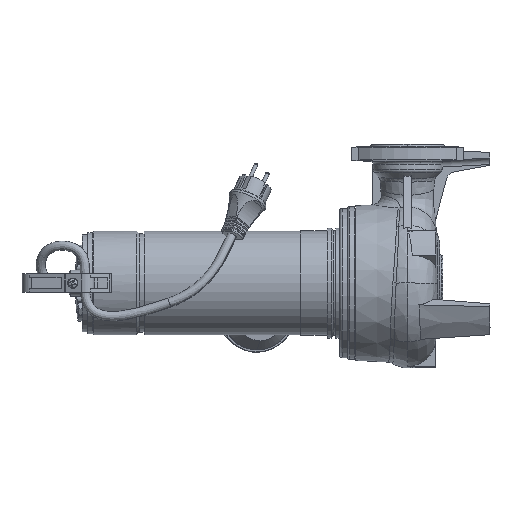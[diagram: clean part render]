
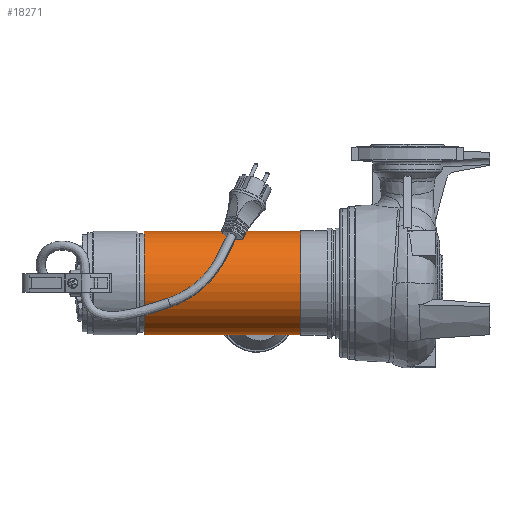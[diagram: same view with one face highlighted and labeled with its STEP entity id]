
A CAD part, left-side view. The second image highlights one B-rep face of the part: STEP entity #18271.
In plain terms, the highlighted cylindrical face has radius 56 mm (diameter 112 mm), a partial arc.
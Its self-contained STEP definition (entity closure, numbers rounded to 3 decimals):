
#4164 = VECTOR ( 'NONE', #19621, 1000. ) ;
#6276 = CARTESIAN_POINT ( 'NONE',  ( 0., 312.501, -56. ) ) ;
#7442 = CARTESIAN_POINT ( 'NONE',  ( 0., 143.501, 0. ) ) ;
#9312 = DIRECTION ( 'NONE',  ( 0., 0., -1. ) ) ;
#14167 = EDGE_LOOP ( 'NONE', ( #14477, #64171, #68864, #46212 ) ) ;
#14274 = CARTESIAN_POINT ( 'NONE',  ( 0., 312.501, 0. ) ) ;
#14477 = ORIENTED_EDGE ( 'NONE', *, *, #15339, .F. ) ;
#15335 = FACE_OUTER_BOUND ( 'NONE', #14167, .T. ) ;
#15339 = EDGE_CURVE ( 'NONE', #64149, #62481, #47272, .T. ) ;
#17741 = CIRCLE ( 'NONE', #45985, 56. ) ;
#18271 = ADVANCED_FACE ( 'NONE', ( #15335 ), #69472, .T. ) ;
#19122 = DIRECTION ( 'NONE',  ( 0., 0., -1. ) ) ;
#19621 = DIRECTION ( 'NONE',  ( 0., -1., 0. ) ) ;
#20368 = DIRECTION ( 'NONE',  ( 0., -1., 0. ) ) ;
#23566 = EDGE_CURVE ( 'NONE', #64149, #54027, #17741, .T. ) ;
#26069 = CARTESIAN_POINT ( 'NONE',  ( 0., 143.501, 56. ) ) ;
#27102 = EDGE_CURVE ( 'NONE', #54027, #68979, #34874, .T. ) ;
#30592 = DIRECTION ( 'NONE',  ( 0., 0., -1. ) ) ;
#31294 = DIRECTION ( 'NONE',  ( 0., -1., 0. ) ) ;
#32135 = AXIS2_PLACEMENT_3D ( 'NONE', #7442, #61245, #19122 ) ;
#34334 = CARTESIAN_POINT ( 'NONE',  ( 0., 143.501, -56. ) ) ;
#34874 = LINE ( 'NONE', #62787, #4164 ) ;
#35889 = DIRECTION ( 'NONE',  ( 0., -1., 0. ) ) ;
#35898 = CARTESIAN_POINT ( 'NONE',  ( 0., 312.501, 0. ) ) ;
#36036 = AXIS2_PLACEMENT_3D ( 'NONE', #14274, #35889, #9312 ) ;
#36700 = VECTOR ( 'NONE', #20368, 1000. ) ;
#41067 = CARTESIAN_POINT ( 'NONE',  ( 0., 312.501, 56. ) ) ;
#45491 = EDGE_CURVE ( 'NONE', #68979, #62481, #55843, .T. ) ;
#45985 = AXIS2_PLACEMENT_3D ( 'NONE', #35898, #31294, #30592 ) ;
#46212 = ORIENTED_EDGE ( 'NONE', *, *, #45491, .T. ) ;
#47272 = LINE ( 'NONE', #68847, #36700 ) ;
#54027 = VERTEX_POINT ( 'NONE', #6276 ) ;
#55843 = CIRCLE ( 'NONE', #32135, 56. ) ;
#61245 = DIRECTION ( 'NONE',  ( 0., 1., 0. ) ) ;
#62481 = VERTEX_POINT ( 'NONE', #26069 ) ;
#62787 = CARTESIAN_POINT ( 'NONE',  ( 0., 312.501, -56. ) ) ;
#64149 = VERTEX_POINT ( 'NONE', #41067 ) ;
#64171 = ORIENTED_EDGE ( 'NONE', *, *, #23566, .T. ) ;
#68847 = CARTESIAN_POINT ( 'NONE',  ( 0., 312.501, 56. ) ) ;
#68864 = ORIENTED_EDGE ( 'NONE', *, *, #27102, .T. ) ;
#68979 = VERTEX_POINT ( 'NONE', #34334 ) ;
#69472 = CYLINDRICAL_SURFACE ( 'NONE', #36036, 56. ) ;
